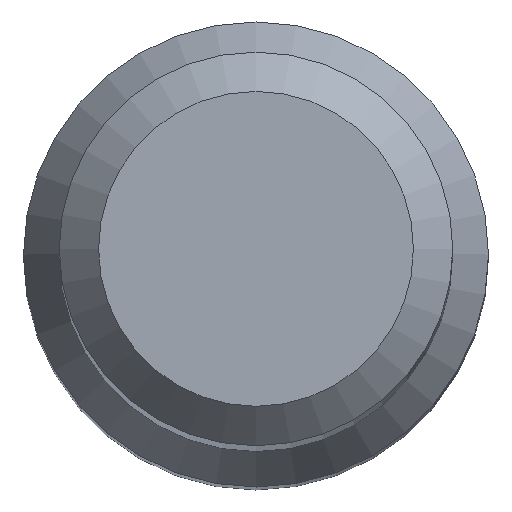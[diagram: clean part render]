
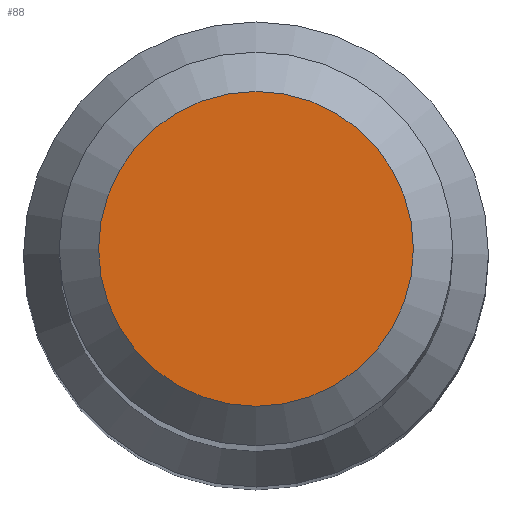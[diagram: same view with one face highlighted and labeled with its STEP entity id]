
A CAD part, top view. The second image highlights one B-rep face of the part: STEP entity #88.
In plain terms, the highlighted planar face has unit normal (0, 0, 1).
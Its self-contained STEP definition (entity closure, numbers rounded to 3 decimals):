
#11 = ORIENTED_EDGE ( 'NONE', *, *, #64, .F. ) ;
#34 = CARTESIAN_POINT ( 'NONE',  ( 0., 0., 63. ) ) ;
#48 = CARTESIAN_POINT ( 'NONE',  ( 0., 0., 63. ) ) ;
#64 = EDGE_CURVE ( 'NONE', #229, #229, #175, .T. ) ;
#65 = FACE_OUTER_BOUND ( 'NONE', #181, .T. ) ;
#88 = ADVANCED_FACE ( 'NONE', ( #65 ), #169, .F. ) ;
#124 = DIRECTION ( 'NONE',  ( 0., 1., 0. ) ) ;
#169 = PLANE ( 'NONE',  #206 ) ;
#175 = CIRCLE ( 'NONE', #196, 2. ) ;
#181 = EDGE_LOOP ( 'NONE', ( #11 ) ) ;
#196 = AXIS2_PLACEMENT_3D ( 'NONE', #34, #222, #124 ) ;
#206 = AXIS2_PLACEMENT_3D ( 'NONE', #48, #223, #226 ) ;
#222 = DIRECTION ( 'NONE',  ( 0., 0., -1. ) ) ;
#223 = DIRECTION ( 'NONE',  ( 0., 0., -1. ) ) ;
#226 = DIRECTION ( 'NONE',  ( 0., 1., 0. ) ) ;
#229 = VERTEX_POINT ( 'NONE', #241 ) ;
#241 = CARTESIAN_POINT ( 'NONE',  ( 0., 2., 63. ) ) ;
